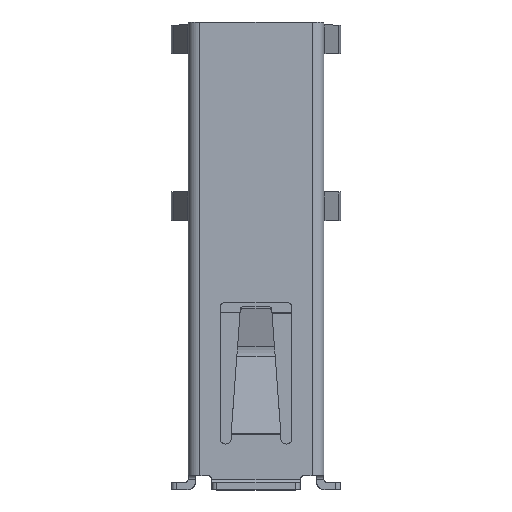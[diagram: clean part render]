
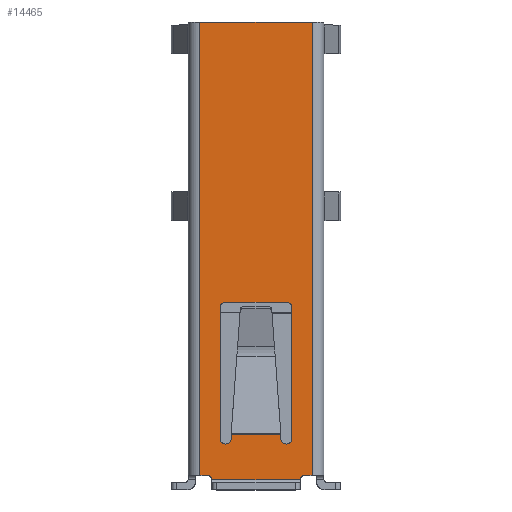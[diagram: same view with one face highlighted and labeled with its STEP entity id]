
A CAD part, top view. The second image highlights one B-rep face of the part: STEP entity #14465.
In plain terms, the highlighted planar face has unit normal (0, 0, 1).
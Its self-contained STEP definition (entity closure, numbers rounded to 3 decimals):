
#411=FACE_BOUND('',#1679,.T.);
#504=CIRCLE('',#15339,0.2);
#505=CIRCLE('',#15340,0.2);
#506=CIRCLE('',#15341,0.228);
#507=CIRCLE('',#15342,0.2);
#508=CIRCLE('',#15343,0.2);
#509=CIRCLE('',#15344,0.228);
#899=FACE_OUTER_BOUND('',#1678,.T.);
#1678=EDGE_LOOP('',(#9387,#9388,#9389,#9390,#9391,#9392,#9393,#9394));
#1679=EDGE_LOOP('',(#9395,#9396,#9397,#9398,#9399,#9400,#9401,#9402,#9403,
#9404));
#2647=LINE('',#20604,#4211);
#2680=LINE('',#20696,#4244);
#2681=LINE('',#20700,#4245);
#2682=LINE('',#20704,#4246);
#2683=LINE('',#20705,#4247);
#2684=LINE('',#20706,#4248);
#2685=LINE('',#20709,#4249);
#2686=LINE('',#20711,#4250);
#2687=LINE('',#20715,#4251);
#2688=LINE('',#20719,#4252);
#2689=LINE('',#20723,#4253);
#2690=LINE('',#20726,#4254);
#4211=VECTOR('',#16655,1.);
#4244=VECTOR('',#16738,1.);
#4245=VECTOR('',#16741,1.);
#4246=VECTOR('',#16744,1.);
#4247=VECTOR('',#16745,1.);
#4248=VECTOR('',#16746,1.);
#4249=VECTOR('',#16747,1.);
#4250=VECTOR('',#16748,1.);
#4251=VECTOR('',#16751,1.);
#4252=VECTOR('',#16754,1.);
#4253=VECTOR('',#16757,1.);
#4254=VECTOR('',#16760,1.);
#5819=VERTEX_POINT('',#20601);
#5820=VERTEX_POINT('',#20603);
#5853=VERTEX_POINT('',#20694);
#5854=VERTEX_POINT('',#20695);
#5855=VERTEX_POINT('',#20697);
#5856=VERTEX_POINT('',#20699);
#5857=VERTEX_POINT('',#20701);
#5858=VERTEX_POINT('',#20703);
#5859=VERTEX_POINT('',#20707);
#5860=VERTEX_POINT('',#20708);
#5861=VERTEX_POINT('',#20710);
#5862=VERTEX_POINT('',#20712);
#5863=VERTEX_POINT('',#20714);
#5864=VERTEX_POINT('',#20716);
#5865=VERTEX_POINT('',#20718);
#5866=VERTEX_POINT('',#20720);
#5867=VERTEX_POINT('',#20722);
#5868=VERTEX_POINT('',#20724);
#7210=EDGE_CURVE('',#5819,#5820,#2647,.T.);
#7256=EDGE_CURVE('',#5853,#5854,#2680,.T.);
#7257=EDGE_CURVE('',#5853,#5855,#504,.T.);
#7258=EDGE_CURVE('',#5855,#5856,#2681,.T.);
#7259=EDGE_CURVE('',#5856,#5857,#505,.T.);
#7260=EDGE_CURVE('',#5857,#5858,#2682,.T.);
#7261=EDGE_CURVE('',#5820,#5858,#2683,.T.);
#7262=EDGE_CURVE('',#5819,#5854,#2684,.T.);
#7263=EDGE_CURVE('',#5859,#5860,#2685,.T.);
#7264=EDGE_CURVE('',#5861,#5860,#2686,.T.);
#7265=EDGE_CURVE('',#5861,#5862,#506,.T.);
#7266=EDGE_CURVE('',#5862,#5863,#2687,.T.);
#7267=EDGE_CURVE('',#5863,#5864,#507,.T.);
#7268=EDGE_CURVE('',#5865,#5864,#2688,.T.);
#7269=EDGE_CURVE('',#5866,#5865,#508,.T.);
#7270=EDGE_CURVE('',#5867,#5866,#2689,.T.);
#7271=EDGE_CURVE('',#5868,#5867,#509,.T.);
#7272=EDGE_CURVE('',#5868,#5859,#2690,.T.);
#9387=ORIENTED_EDGE('',*,*,#7256,.F.);
#9388=ORIENTED_EDGE('',*,*,#7257,.T.);
#9389=ORIENTED_EDGE('',*,*,#7258,.T.);
#9390=ORIENTED_EDGE('',*,*,#7259,.T.);
#9391=ORIENTED_EDGE('',*,*,#7260,.T.);
#9392=ORIENTED_EDGE('',*,*,#7261,.F.);
#9393=ORIENTED_EDGE('',*,*,#7210,.F.);
#9394=ORIENTED_EDGE('',*,*,#7262,.T.);
#9395=ORIENTED_EDGE('',*,*,#7263,.T.);
#9396=ORIENTED_EDGE('',*,*,#7264,.F.);
#9397=ORIENTED_EDGE('',*,*,#7265,.T.);
#9398=ORIENTED_EDGE('',*,*,#7266,.T.);
#9399=ORIENTED_EDGE('',*,*,#7267,.T.);
#9400=ORIENTED_EDGE('',*,*,#7268,.F.);
#9401=ORIENTED_EDGE('',*,*,#7269,.F.);
#9402=ORIENTED_EDGE('',*,*,#7270,.F.);
#9403=ORIENTED_EDGE('',*,*,#7271,.F.);
#9404=ORIENTED_EDGE('',*,*,#7272,.T.);
#13166=PLANE('',#15338);
#14465=ADVANCED_FACE('',(#899,#411),#13166,.F.);
#15338=AXIS2_PLACEMENT_3D('',#20693,#16736,#16737);
#15339=AXIS2_PLACEMENT_3D('',#20698,#16739,#16740);
#15340=AXIS2_PLACEMENT_3D('',#20702,#16742,#16743);
#15341=AXIS2_PLACEMENT_3D('',#20713,#16749,#16750);
#15342=AXIS2_PLACEMENT_3D('',#20717,#16752,#16753);
#15343=AXIS2_PLACEMENT_3D('',#20721,#16755,#16756);
#15344=AXIS2_PLACEMENT_3D('',#20725,#16758,#16759);
#16655=DIRECTION('',(1.,0.,0.));
#16736=DIRECTION('center_axis',(0.,0.,-1.));
#16737=DIRECTION('ref_axis',(-1.,0.,0.));
#16738=DIRECTION('',(-1.,0.,0.));
#16739=DIRECTION('center_axis',(0.,0.,-1.));
#16740=DIRECTION('ref_axis',(-1.,0.,0.));
#16741=DIRECTION('',(1.,0.,0.));
#16742=DIRECTION('center_axis',(0.,0.,-1.));
#16743=DIRECTION('ref_axis',(-1.,0.,0.));
#16744=DIRECTION('',(1.,0.,0.));
#16745=DIRECTION('',(0.,-1.,0.));
#16746=DIRECTION('',(0.,-1.,0.));
#16747=DIRECTION('',(-1.,0.,0.));
#16748=DIRECTION('',(0.,1.,0.));
#16749=DIRECTION('center_axis',(0.,0.,-1.));
#16750=DIRECTION('ref_axis',(1.,0.,0.));
#16751=DIRECTION('',(0.,1.,0.));
#16752=DIRECTION('center_axis',(0.,0.,-1.));
#16753=DIRECTION('ref_axis',(1.,0.,0.));
#16754=DIRECTION('',(-1.,0.,0.));
#16755=DIRECTION('center_axis',(0.,0.,1.));
#16756=DIRECTION('ref_axis',(-1.,0.,0.));
#16757=DIRECTION('',(0.,1.,0.));
#16758=DIRECTION('center_axis',(0.,0.,1.));
#16759=DIRECTION('ref_axis',(-1.,0.,0.));
#16760=DIRECTION('',(0.,1.,0.));
#20601=CARTESIAN_POINT('',(-2.35,4.206,13.801));
#20603=CARTESIAN_POINT('',(2.35,4.206,13.801));
#20604=CARTESIAN_POINT('',(-2.35,4.206,13.801));
#20693=CARTESIAN_POINT('Origin',(-2.35,4.206,13.801));
#20694=CARTESIAN_POINT('',(-2.05,-14.794,13.801));
#20695=CARTESIAN_POINT('',(-2.35,-14.794,13.801));
#20696=CARTESIAN_POINT('',(-1.85,-14.794,13.801));
#20697=CARTESIAN_POINT('',(-1.85,-14.994,13.801));
#20698=CARTESIAN_POINT('Origin',(-2.05,-14.994,13.801));
#20699=CARTESIAN_POINT('',(1.85,-14.994,13.801));
#20700=CARTESIAN_POINT('',(-2.35,-14.994,13.801));
#20701=CARTESIAN_POINT('',(2.05,-14.794,13.801));
#20702=CARTESIAN_POINT('Origin',(2.05,-14.994,13.801));
#20703=CARTESIAN_POINT('',(2.35,-14.794,13.801));
#20704=CARTESIAN_POINT('',(1.85,-14.794,13.801));
#20705=CARTESIAN_POINT('',(2.35,4.206,13.801));
#20706=CARTESIAN_POINT('',(-2.35,4.206,13.801));
#20707=CARTESIAN_POINT('',(1.043,-13.09,13.801));
#20708=CARTESIAN_POINT('',(-1.043,-13.09,13.801));
#20709=CARTESIAN_POINT('',(-1.043,-13.09,13.801));
#20710=CARTESIAN_POINT('',(-1.043,-13.263,13.801));
#20711=CARTESIAN_POINT('',(-1.043,-13.063,13.801));
#20712=CARTESIAN_POINT('',(-1.5,-13.263,13.801));
#20713=CARTESIAN_POINT('Origin',(-1.272,-13.263,13.801));
#20714=CARTESIAN_POINT('',(-1.5,-7.755,13.801));
#20715=CARTESIAN_POINT('',(-1.5,-7.755,13.801));
#20716=CARTESIAN_POINT('',(-1.3,-7.555,13.801));
#20717=CARTESIAN_POINT('Origin',(-1.3,-7.755,13.801));
#20718=CARTESIAN_POINT('',(1.3,-7.555,13.801));
#20719=CARTESIAN_POINT('',(1.3,-7.555,13.801));
#20720=CARTESIAN_POINT('',(1.5,-7.755,13.801));
#20721=CARTESIAN_POINT('Origin',(1.3,-7.755,13.801));
#20722=CARTESIAN_POINT('',(1.5,-13.263,13.801));
#20723=CARTESIAN_POINT('',(1.5,-7.755,13.801));
#20724=CARTESIAN_POINT('',(1.043,-13.263,13.801));
#20725=CARTESIAN_POINT('Origin',(1.272,-13.263,13.801));
#20726=CARTESIAN_POINT('',(1.043,-13.063,13.801));
